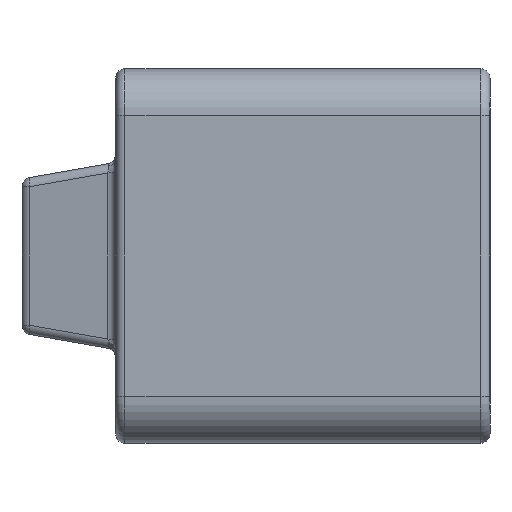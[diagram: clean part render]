
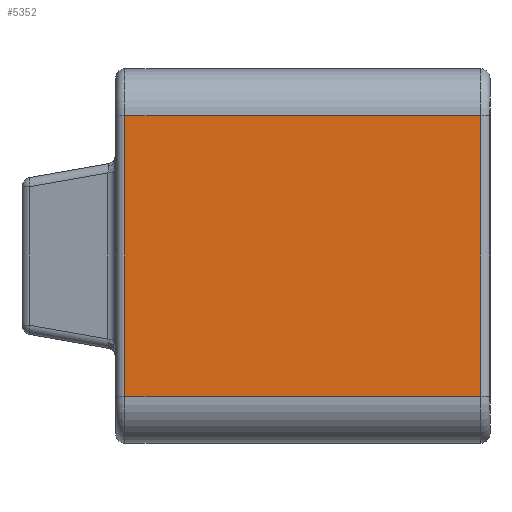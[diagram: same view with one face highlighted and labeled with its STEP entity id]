
A CAD part, left-side view. The second image highlights one B-rep face of the part: STEP entity #5352.
In plain terms, the highlighted planar face has unit normal (-1, 0, 0).
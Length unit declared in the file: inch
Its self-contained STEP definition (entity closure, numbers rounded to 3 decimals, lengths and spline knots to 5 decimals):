
#210 = VERTEX_POINT ( 'NONE', #3875 ) ;
#935 = CARTESIAN_POINT ( 'NONE',  ( -4., 0.1, 1.5 ) ) ;
#1054 = CARTESIAN_POINT ( 'NONE',  ( -4., 4., -1.5 ) ) ;
#1055 = VERTEX_POINT ( 'NONE', #1933 ) ;
#1497 = DIRECTION ( 'NONE',  ( 0., -1., 0. ) ) ;
#1782 = ORIENTED_EDGE ( 'NONE', *, *, #2586, .T. ) ;
#1834 = VECTOR ( 'NONE', #1497, 39.37008 ) ;
#1933 = CARTESIAN_POINT ( 'NONE',  ( -4., 3.9, -1.5 ) ) ;
#1987 = LINE ( 'NONE', #4881, #5374 ) ;
#2016 = VERTEX_POINT ( 'NONE', #5359 ) ;
#2211 = VECTOR ( 'NONE', #5509, 39.37008 ) ;
#2287 = VECTOR ( 'NONE', #4065, 39.37008 ) ;
#2341 = EDGE_CURVE ( 'NONE', #210, #5335, #4661, .T. ) ;
#2586 = EDGE_CURVE ( 'NONE', #2016, #1055, #3263, .T. ) ;
#2589 = DIRECTION ( 'NONE',  ( 0., 0., -1. ) ) ;
#2888 = CARTESIAN_POINT ( 'NONE',  ( -4., 3.9, 2. ) ) ;
#3169 = LINE ( 'NONE', #1054, #1834 ) ;
#3263 = LINE ( 'NONE', #2888, #2211 ) ;
#3472 = ORIENTED_EDGE ( 'NONE', *, *, #3758, .F. ) ;
#3581 = DIRECTION ( 'NONE',  ( 0., -1., 0. ) ) ;
#3721 = AXIS2_PLACEMENT_3D ( 'NONE', #4354, #5231, #2589 ) ;
#3758 = EDGE_CURVE ( 'NONE', #2016, #5335, #1987, .T. ) ;
#3875 = CARTESIAN_POINT ( 'NONE',  ( -4., 0.1, -1.5 ) ) ;
#3901 = PLANE ( 'NONE',  #3721 ) ;
#4065 = DIRECTION ( 'NONE',  ( 0., 0., 1. ) ) ;
#4276 = EDGE_CURVE ( 'NONE', #1055, #210, #3169, .T. ) ;
#4332 = ORIENTED_EDGE ( 'NONE', *, *, #2341, .T. ) ;
#4354 = CARTESIAN_POINT ( 'NONE',  ( -4., 4., 2. ) ) ;
#4661 = LINE ( 'NONE', #935, #2287 ) ;
#4773 = CARTESIAN_POINT ( 'NONE',  ( -4., 0.1, 1.5 ) ) ;
#4851 = EDGE_LOOP ( 'NONE', ( #4332, #3472, #1782, #5086 ) ) ;
#4881 = CARTESIAN_POINT ( 'NONE',  ( -4., 4., 1.5 ) ) ;
#5086 = ORIENTED_EDGE ( 'NONE', *, *, #4276, .T. ) ;
#5231 = DIRECTION ( 'NONE',  ( 1., 0., 0. ) ) ;
#5268 = FACE_OUTER_BOUND ( 'NONE', #4851, .T. ) ;
#5335 = VERTEX_POINT ( 'NONE', #4773 ) ;
#5352 = ADVANCED_FACE ( 'NONE', ( #5268 ), #3901, .F. ) ;
#5359 = CARTESIAN_POINT ( 'NONE',  ( -4., 3.9, 1.5 ) ) ;
#5374 = VECTOR ( 'NONE', #3581, 39.37008 ) ;
#5509 = DIRECTION ( 'NONE',  ( 0., 0., -1. ) ) ;
